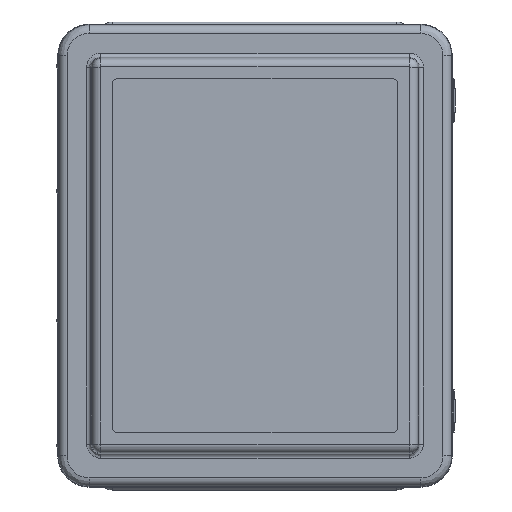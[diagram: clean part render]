
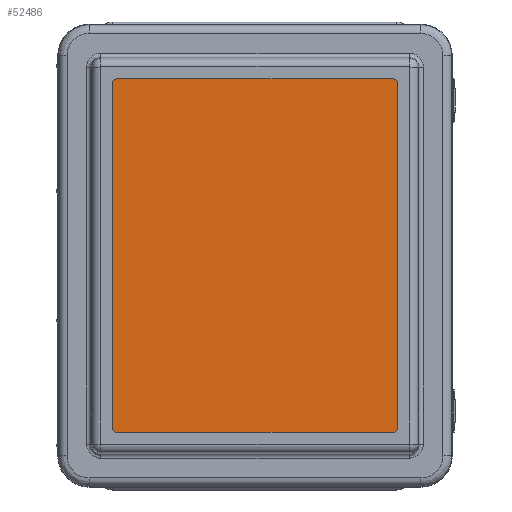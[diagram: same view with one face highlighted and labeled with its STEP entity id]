
A CAD part, top view. The second image highlights one B-rep face of the part: STEP entity #52486.
In plain terms, the highlighted planar face has unit normal (0, 0, 1).
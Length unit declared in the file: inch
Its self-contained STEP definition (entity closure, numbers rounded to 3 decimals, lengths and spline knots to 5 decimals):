
#393 = CARTESIAN_POINT ( 'NONE',  ( -3.98352, 5., 1.58762 ) ) ;
#420 = VECTOR ( 'NONE', #55555, 39.37008 ) ;
#720 = DIRECTION ( 'NONE',  ( 0., 0., -1. ) ) ;
#1077 = CARTESIAN_POINT ( 'NONE',  ( 4.14148, -5., 1.58762 ) ) ;
#1981 = DIRECTION ( 'NONE',  ( -1., 0., 0. ) ) ;
#2199 = DIRECTION ( 'NONE',  ( 0., -1., 0. ) ) ;
#2395 = DIRECTION ( 'NONE',  ( 0., 0., 1. ) ) ;
#3839 = FACE_OUTER_BOUND ( 'NONE', #26714, .T. ) ;
#3882 = VECTOR ( 'NONE', #2199, 39.37008 ) ;
#4333 = CARTESIAN_POINT ( 'NONE',  ( 4.01648, -5.125, 1.58762 ) ) ;
#4637 = DIRECTION ( 'NONE',  ( 0., 0., -1. ) ) ;
#5138 = DIRECTION ( 'NONE',  ( -1., 0., 0. ) ) ;
#5626 = CARTESIAN_POINT ( 'NONE',  ( 4.01648, -5., 1.58762 ) ) ;
#7509 = CARTESIAN_POINT ( 'NONE',  ( -4.10852, 5., 1.58762 ) ) ;
#8943 = CIRCLE ( 'NONE', #37354, 0.125 ) ;
#9523 = VECTOR ( 'NONE', #28264, 39.37008 ) ;
#10631 = CARTESIAN_POINT ( 'NONE',  ( 0.01648, 0., 1.58762 ) ) ;
#10827 = VERTEX_POINT ( 'NONE', #31105 ) ;
#11567 = EDGE_CURVE ( 'NONE', #10827, #52919, #45267, .T. ) ;
#14972 = AXIS2_PLACEMENT_3D ( 'NONE', #10631, #2395, #19716 ) ;
#15641 = VERTEX_POINT ( 'NONE', #30374 ) ;
#15923 = EDGE_CURVE ( 'NONE', #42137, #36195, #28524, .T. ) ;
#17575 = AXIS2_PLACEMENT_3D ( 'NONE', #5626, #22556, #31133 ) ;
#18300 = CARTESIAN_POINT ( 'NONE',  ( -4.10852, -5., 1.58762 ) ) ;
#18449 = EDGE_CURVE ( 'NONE', #52919, #45193, #29777, .T. ) ;
#19228 = EDGE_CURVE ( 'NONE', #36195, #28919, #8943, .T. ) ;
#19716 = DIRECTION ( 'NONE',  ( 1., 0., 0. ) ) ;
#20679 = EDGE_CURVE ( 'NONE', #37405, #15641, #24835, .T. ) ;
#22556 = DIRECTION ( 'NONE',  ( 0., 0., -1. ) ) ;
#23811 = CARTESIAN_POINT ( 'NONE',  ( -3.98352, -5.125, 1.58762 ) ) ;
#24835 = CIRCLE ( 'NONE', #55474, 0.125 ) ;
#24867 = ORIENTED_EDGE ( 'NONE', *, *, #20679, .F. ) ;
#24918 = ORIENTED_EDGE ( 'NONE', *, *, #39557, .F. ) ;
#25768 = CARTESIAN_POINT ( 'NONE',  ( 4.01648, 5., 1.58762 ) ) ;
#26704 = DIRECTION ( 'NONE',  ( 0., 0., -1. ) ) ;
#26714 = EDGE_LOOP ( 'NONE', ( #43426, #49971, #47831, #24867, #46220, #51527, #39818, #24918 ) ) ;
#27910 = CARTESIAN_POINT ( 'NONE',  ( 4.01648, 5.125, 1.58762 ) ) ;
#28264 = DIRECTION ( 'NONE',  ( 1., 0., 0. ) ) ;
#28524 = LINE ( 'NONE', #54818, #35312 ) ;
#28919 = VERTEX_POINT ( 'NONE', #18300 ) ;
#29777 = LINE ( 'NONE', #37015, #3882 ) ;
#30021 = CIRCLE ( 'NONE', #17575, 0.125 ) ;
#30374 = CARTESIAN_POINT ( 'NONE',  ( -3.98352, 5.125, 1.58762 ) ) ;
#30407 = LINE ( 'NONE', #7509, #420 ) ;
#31105 = CARTESIAN_POINT ( 'NONE',  ( 4.01648, 5.125, 1.58762 ) ) ;
#31133 = DIRECTION ( 'NONE',  ( -1., 0., 0. ) ) ;
#35312 = VECTOR ( 'NONE', #1981, 39.37008 ) ;
#36195 = VERTEX_POINT ( 'NONE', #23811 ) ;
#37015 = CARTESIAN_POINT ( 'NONE',  ( 4.14148, -5., 1.58762 ) ) ;
#37354 = AXIS2_PLACEMENT_3D ( 'NONE', #39597, #720, #5138 ) ;
#37405 = VERTEX_POINT ( 'NONE', #52477 ) ;
#39557 = EDGE_CURVE ( 'NONE', #45193, #42137, #30021, .T. ) ;
#39597 = CARTESIAN_POINT ( 'NONE',  ( -3.98352, -5., 1.58762 ) ) ;
#39642 = DIRECTION ( 'NONE',  ( -1., 0., 0. ) ) ;
#39818 = ORIENTED_EDGE ( 'NONE', *, *, #15923, .F. ) ;
#40926 = EDGE_CURVE ( 'NONE', #28919, #37405, #30407, .T. ) ;
#41605 = EDGE_CURVE ( 'NONE', #15641, #10827, #55893, .T. ) ;
#42137 = VERTEX_POINT ( 'NONE', #4333 ) ;
#43426 = ORIENTED_EDGE ( 'NONE', *, *, #18449, .F. ) ;
#43528 = DIRECTION ( 'NONE',  ( -1., 0., 0. ) ) ;
#44963 = PLANE ( 'NONE',  #14972 ) ;
#45193 = VERTEX_POINT ( 'NONE', #1077 ) ;
#45267 = CIRCLE ( 'NONE', #51182, 0.125 ) ;
#46220 = ORIENTED_EDGE ( 'NONE', *, *, #40926, .F. ) ;
#47831 = ORIENTED_EDGE ( 'NONE', *, *, #41605, .F. ) ;
#49971 = ORIENTED_EDGE ( 'NONE', *, *, #11567, .F. ) ;
#51182 = AXIS2_PLACEMENT_3D ( 'NONE', #25768, #4637, #43528 ) ;
#51527 = ORIENTED_EDGE ( 'NONE', *, *, #19228, .F. ) ;
#52329 = CARTESIAN_POINT ( 'NONE',  ( 4.14148, 5., 1.58762 ) ) ;
#52477 = CARTESIAN_POINT ( 'NONE',  ( -4.10852, 5., 1.58762 ) ) ;
#52486 = ADVANCED_FACE ( 'NONE', ( #3839 ), #44963, .T. ) ;
#52919 = VERTEX_POINT ( 'NONE', #52329 ) ;
#54818 = CARTESIAN_POINT ( 'NONE',  ( -3.98352, -5.125, 1.58762 ) ) ;
#55474 = AXIS2_PLACEMENT_3D ( 'NONE', #393, #26704, #39642 ) ;
#55555 = DIRECTION ( 'NONE',  ( 0., 1., 0. ) ) ;
#55893 = LINE ( 'NONE', #27910, #9523 ) ;
